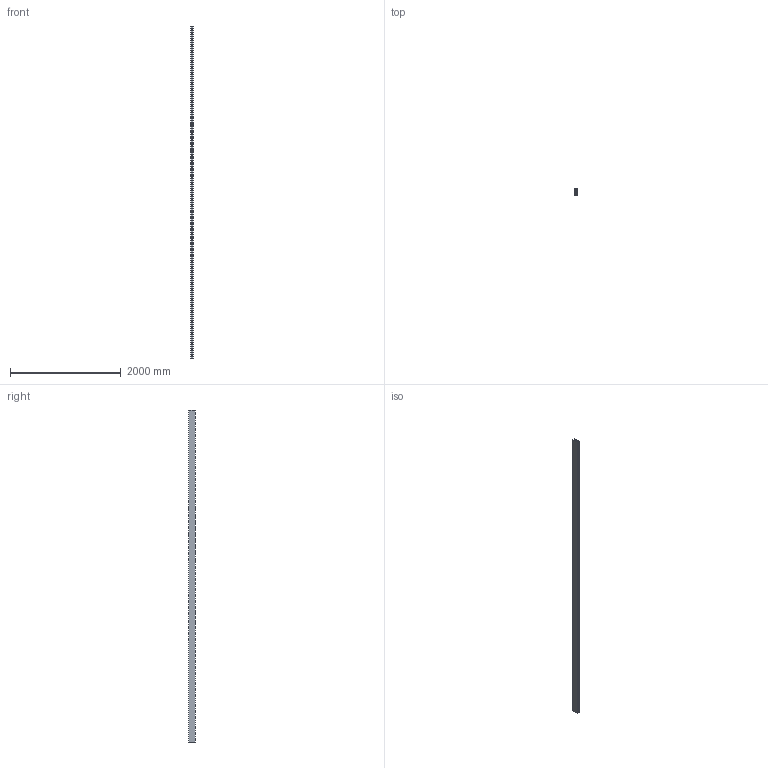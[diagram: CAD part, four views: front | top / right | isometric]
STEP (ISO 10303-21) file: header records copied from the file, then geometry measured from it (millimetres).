
FILE_DESCRIPTION (( 'STEP AP203' ), '1' );
FILE_NAME ('80200-ALU.STEP', '2018-11-19T10:52:23', ( '' ), ( '' ), 'SwSTEP 2.0', 'SolidWorks 2015', '' );
FILE_SCHEMA (( 'CONFIG_CONTROL_DESIGN' ));
Length unit declared in the file: millimetre
Products named in the file (1): 80200-ALU
Bounding box: 47 x 125 x 6000 mm (x, y, z)
Volume: 16567452.7 mm3; surface area: 3372938.3 mm2
Topology: 1 solids, 1 shells, 667 faces, 1737 edges, 1038 vertices
Faces by surface type: cylinder 251, plane 191, cone 120, bspline 105
Entity records: 28264 total; most frequent: CARTESIAN_POINT 12232, ORIENTED_EDGE 3474, DIRECTION 3155, EDGE_CURVE 1737, AXIS2_PLACEMENT_3D 1185, VERTEX_POINT 1038, VECTOR 785, LINE 785
